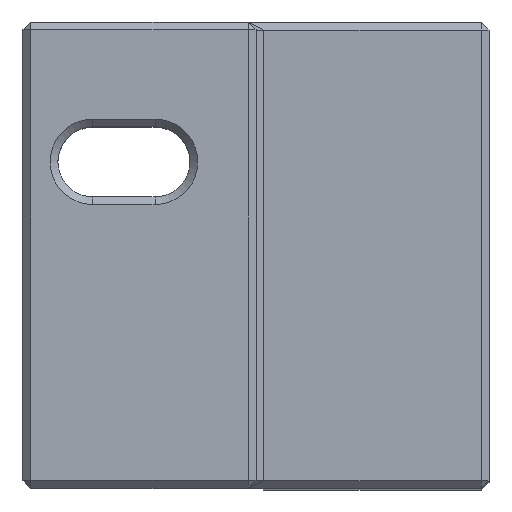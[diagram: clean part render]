
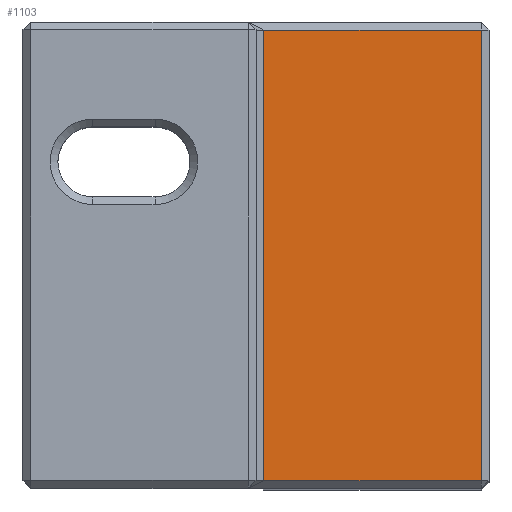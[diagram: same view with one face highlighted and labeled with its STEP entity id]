
A CAD part, top view. The second image highlights one B-rep face of the part: STEP entity #1103.
In plain terms, the highlighted planar face has unit normal (0, 0, 1).
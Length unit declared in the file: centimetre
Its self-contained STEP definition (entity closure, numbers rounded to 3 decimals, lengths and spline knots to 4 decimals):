
#168=PLANE('',#1181);
#236=VERTEX_POINT('',#1356);
#248=VERTEX_POINT('',#1396);
#252=VERTEX_POINT('',#1417);
#257=VERTEX_POINT('',#1429);
#341=VECTOR('',#1637,1.);
#352=VECTOR('',#1653,1.);
#354=VECTOR('',#1656,1.);
#359=VECTOR('',#1664,1.);
#457=LINE('',#1405,#341);
#468=LINE('',#1438,#352);
#470=LINE('',#1441,#354);
#475=LINE('',#1449,#359);
#591=EDGE_CURVE('',#236,#248,#457,.T.);
#604=EDGE_CURVE('',#248,#257,#468,.T.);
#606=EDGE_CURVE('',#257,#252,#470,.T.);
#611=EDGE_CURVE('',#252,#236,#475,.T.);
#863=ORIENTED_EDGE('',*,*,#591,.F.);
#864=ORIENTED_EDGE('',*,*,#611,.F.);
#865=ORIENTED_EDGE('',*,*,#606,.F.);
#866=ORIENTED_EDGE('',*,*,#604,.F.);
#966=EDGE_LOOP('',(#863,#864,#865,#866));
#1035=FACE_BOUND('',#966,.T.);
#1103=ADVANCED_FACE('',(#1035),#168,.T.);
#1181=AXIS2_PLACEMENT_3D('',#1476,#1691,$);
#1356=CARTESIAN_POINT('',(-0.075,1.45,1.));
#1396=CARTESIAN_POINT('',(1.325,1.45,1.));
#1405=CARTESIAN_POINT('',(-0.125,1.45,1.));
#1417=CARTESIAN_POINT('',(-0.075,-1.45,1.));
#1429=CARTESIAN_POINT('',(1.325,-1.45,1.));
#1438=CARTESIAN_POINT('',(1.325,0.,1.));
#1441=CARTESIAN_POINT('',(-0.125,-1.45,1.));
#1449=CARTESIAN_POINT('',(-0.075,0.,1.));
#1476=CARTESIAN_POINT('',(-0.125,0.,1.));
#1637=DIRECTION('',(1.,0.,0.));
#1653=DIRECTION('',(0.,-1.,0.));
#1656=DIRECTION('',(-1.,0.,0.));
#1664=DIRECTION('',(0.,1.,0.));
#1691=DIRECTION('',(0.,0.,1.));
